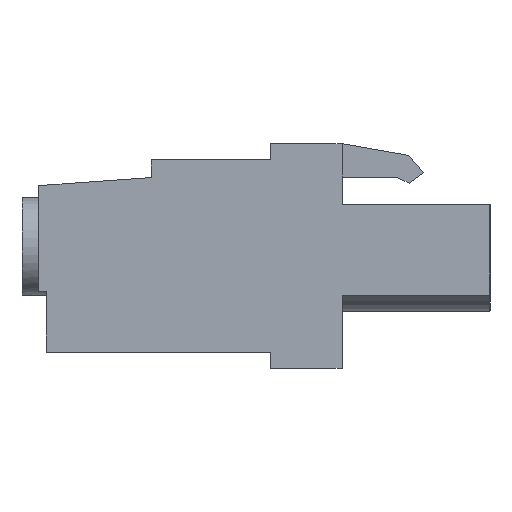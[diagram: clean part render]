
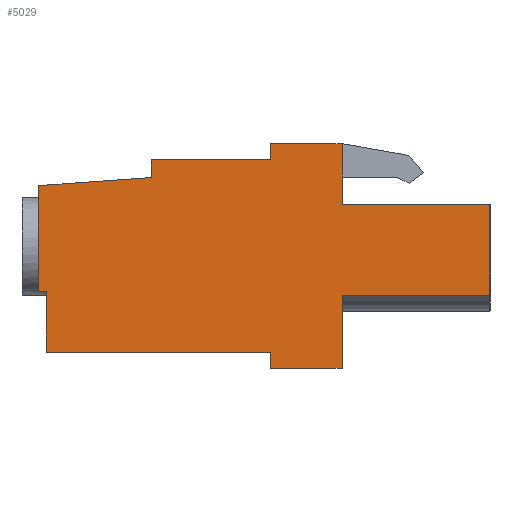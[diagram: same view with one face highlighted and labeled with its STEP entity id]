
A CAD part, left-side view. The second image highlights one B-rep face of the part: STEP entity #5029.
In plain terms, the highlighted planar face has unit normal (-1, 0, 0).
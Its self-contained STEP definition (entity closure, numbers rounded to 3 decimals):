
#12 = DIRECTION ( 'NONE',  ( 1., 0., 0. ) ) ;
#41 = DIRECTION ( 'NONE',  ( 0., 0., 1. ) ) ;
#59 = VERTEX_POINT ( 'NONE', #6433 ) ;
#63 = CARTESIAN_POINT ( 'NONE',  ( 0., 8.3, 3.4 ) ) ;
#94 = DIRECTION ( 'NONE',  ( 0., -1., 0. ) ) ;
#164 = DIRECTION ( 'NONE',  ( 0., -0.997, 0.071 ) ) ;
#177 = VECTOR ( 'NONE', #5500, 1000. ) ;
#253 = CARTESIAN_POINT ( 'NONE',  ( 0., 24.9, -4.88 ) ) ;
#496 = CARTESIAN_POINT ( 'NONE',  ( 0., 12.3, -9.2 ) ) ;
#581 = VECTOR ( 'NONE', #8057, 1000. ) ;
#633 = ORIENTED_EDGE ( 'NONE', *, *, #8680, .F. ) ;
#675 = CARTESIAN_POINT ( 'NONE',  ( 0., 8.3, -9.2 ) ) ;
#813 = EDGE_CURVE ( 'NONE', #59, #8922, #6441, .T. ) ;
#894 = CARTESIAN_POINT ( 'NONE',  ( 0., 24.9, -4.88 ) ) ;
#924 = VERTEX_POINT ( 'NONE', #5661 ) ;
#1179 = DIRECTION ( 'NONE',  ( 0., 0., 1. ) ) ;
#1180 = ORIENTED_EDGE ( 'NONE', *, *, #813, .F. ) ;
#1258 = CARTESIAN_POINT ( 'NONE',  ( 0., 25.3, -4.88 ) ) ;
#1459 = CARTESIAN_POINT ( 'NONE',  ( 0., 12.3, 3.4 ) ) ;
#1468 = LINE ( 'NONE', #5727, #4958 ) ;
#1590 = CARTESIAN_POINT ( 'NONE',  ( 0., 8.3, -9.2 ) ) ;
#1592 = EDGE_CURVE ( 'NONE', #924, #6120, #6474, .T. ) ;
#1612 = CARTESIAN_POINT ( 'NONE',  ( 0., 0., 0. ) ) ;
#1648 = EDGE_CURVE ( 'NONE', #4410, #6267, #4147, .T. ) ;
#1672 = EDGE_CURVE ( 'NONE', #2600, #3622, #7205, .T. ) ;
#1727 = EDGE_CURVE ( 'NONE', #3473, #2197, #1905, .T. ) ;
#1905 = LINE ( 'NONE', #1258, #3088 ) ;
#2000 = VECTOR ( 'NONE', #2369, 1000. ) ;
#2047 = CARTESIAN_POINT ( 'NONE',  ( 0., 25.3, -4.88 ) ) ;
#2061 = ORIENTED_EDGE ( 'NONE', *, *, #1592, .F. ) ;
#2079 = VECTOR ( 'NONE', #164, 1000. ) ;
#2123 = CARTESIAN_POINT ( 'NONE',  ( 0., 8.3, -5.1 ) ) ;
#2177 = CARTESIAN_POINT ( 'NONE',  ( 0., 12.3, -8.3 ) ) ;
#2197 = VERTEX_POINT ( 'NONE', #5763 ) ;
#2235 = LINE ( 'NONE', #3904, #581 ) ;
#2296 = ORIENTED_EDGE ( 'NONE', *, *, #7474, .F. ) ;
#2298 = DIRECTION ( 'NONE',  ( 0., -1., 0. ) ) ;
#2343 = CARTESIAN_POINT ( 'NONE',  ( 0., 12.3, -8.3 ) ) ;
#2344 = EDGE_CURVE ( 'NONE', #7397, #3082, #5796, .T. ) ;
#2366 = EDGE_CURVE ( 'NONE', #3622, #3473, #3708, .T. ) ;
#2369 = DIRECTION ( 'NONE',  ( 0., 1., 0. ) ) ;
#2406 = ORIENTED_EDGE ( 'NONE', *, *, #2344, .F. ) ;
#2600 = VERTEX_POINT ( 'NONE', #5622 ) ;
#2616 = EDGE_CURVE ( 'NONE', #6120, #2733, #3581, .T. ) ;
#2733 = VERTEX_POINT ( 'NONE', #6380 ) ;
#2777 = PLANE ( 'NONE',  #4313 ) ;
#2789 = LINE ( 'NONE', #7650, #7893 ) ;
#2924 = ORIENTED_EDGE ( 'NONE', *, *, #1672, .F. ) ;
#3082 = VERTEX_POINT ( 'NONE', #3426 ) ;
#3088 = VECTOR ( 'NONE', #8985, 1000. ) ;
#3141 = VERTEX_POINT ( 'NONE', #7657 ) ;
#3239 = ORIENTED_EDGE ( 'NONE', *, *, #4591, .F. ) ;
#3426 = CARTESIAN_POINT ( 'NONE',  ( 0., 19., 1.5 ) ) ;
#3473 = VERTEX_POINT ( 'NONE', #5189 ) ;
#3581 = LINE ( 'NONE', #675, #8693 ) ;
#3622 = VERTEX_POINT ( 'NONE', #253 ) ;
#3628 = DIRECTION ( 'NONE',  ( 0., -1., 0. ) ) ;
#3645 = LINE ( 'NONE', #2047, #177 ) ;
#3671 = ORIENTED_EDGE ( 'NONE', *, *, #2616, .F. ) ;
#3688 = CARTESIAN_POINT ( 'NONE',  ( 0., 19., 2.5 ) ) ;
#3708 = LINE ( 'NONE', #894, #7185 ) ;
#3888 = ORIENTED_EDGE ( 'NONE', *, *, #1727, .F. ) ;
#3904 = CARTESIAN_POINT ( 'NONE',  ( 0., 12.3, 2.5 ) ) ;
#4031 = CARTESIAN_POINT ( 'NONE',  ( 0., 8.3, 1.53 ) ) ;
#4039 = LINE ( 'NONE', #2343, #2000 ) ;
#4083 = ORIENTED_EDGE ( 'NONE', *, *, #8487, .F. ) ;
#4141 = VECTOR ( 'NONE', #1179, 1000. ) ;
#4147 = LINE ( 'NONE', #7725, #5581 ) ;
#4160 = CARTESIAN_POINT ( 'NONE',  ( 0., 0., 0. ) ) ;
#4313 = AXIS2_PLACEMENT_3D ( 'NONE', #4160, #12, #4872 ) ;
#4357 = DIRECTION ( 'NONE',  ( 0., 0., -1. ) ) ;
#4410 = VERTEX_POINT ( 'NONE', #5925 ) ;
#4543 = ORIENTED_EDGE ( 'NONE', *, *, #2366, .F. ) ;
#4591 = EDGE_CURVE ( 'NONE', #8922, #4410, #8777, .T. ) ;
#4647 = EDGE_LOOP ( 'NONE', ( #8210, #3888, #4543, #2924, #4083, #633, #3671, #2061, #2296, #7921, #8775, #3239, #1180, #4667, #7262, #5656, #2406 ) ) ;
#4667 = ORIENTED_EDGE ( 'NONE', *, *, #8064, .F. ) ;
#4668 = EDGE_CURVE ( 'NONE', #5477, #7375, #6733, .T. ) ;
#4669 = VECTOR ( 'NONE', #2298, 1000. ) ;
#4707 = LINE ( 'NONE', #1612, #6571 ) ;
#4872 = DIRECTION ( 'NONE',  ( 0., 0., -1. ) ) ;
#4958 = VECTOR ( 'NONE', #6416, 1000. ) ;
#5029 = ADVANCED_FACE ( 'NONE', ( #5121 ), #2777, .F. ) ;
#5121 = FACE_OUTER_BOUND ( 'NONE', #4647, .T. ) ;
#5189 = CARTESIAN_POINT ( 'NONE',  ( 0., 25.3, -4.88 ) ) ;
#5339 = CARTESIAN_POINT ( 'NONE',  ( 0., 0., 0. ) ) ;
#5365 = VECTOR ( 'NONE', #6483, 1000. ) ;
#5423 = DIRECTION ( 'NONE',  ( 0., 0., -1. ) ) ;
#5477 = VERTEX_POINT ( 'NONE', #3688 ) ;
#5500 = DIRECTION ( 'NONE',  ( 0., 0., 1. ) ) ;
#5581 = VECTOR ( 'NONE', #3628, 1000. ) ;
#5584 = CARTESIAN_POINT ( 'NONE',  ( 0., 12.3, 2.5 ) ) ;
#5622 = CARTESIAN_POINT ( 'NONE',  ( 0., 24.9, -8.3 ) ) ;
#5656 = ORIENTED_EDGE ( 'NONE', *, *, #6477, .F. ) ;
#5661 = CARTESIAN_POINT ( 'NONE',  ( 0., 8.3, -5.1 ) ) ;
#5727 = CARTESIAN_POINT ( 'NONE',  ( 0., 0., -5.1 ) ) ;
#5763 = CARTESIAN_POINT ( 'NONE',  ( 0., 25.3, -2.38 ) ) ;
#5796 = LINE ( 'NONE', #7828, #2079 ) ;
#5925 = CARTESIAN_POINT ( 'NONE',  ( 0., 8.3, 0. ) ) ;
#6023 = LINE ( 'NONE', #496, #4141 ) ;
#6032 = VECTOR ( 'NONE', #5423, 1000. ) ;
#6120 = VERTEX_POINT ( 'NONE', #1590 ) ;
#6267 = VERTEX_POINT ( 'NONE', #5339 ) ;
#6380 = CARTESIAN_POINT ( 'NONE',  ( 0., 12.3, -9.2 ) ) ;
#6416 = DIRECTION ( 'NONE',  ( 0., 1., 0. ) ) ;
#6433 = CARTESIAN_POINT ( 'NONE',  ( 0., 12.3, 3.4 ) ) ;
#6441 = LINE ( 'NONE', #1459, #8035 ) ;
#6474 = LINE ( 'NONE', #2123, #6032 ) ;
#6477 = EDGE_CURVE ( 'NONE', #3082, #5477, #2789, .T. ) ;
#6483 = DIRECTION ( 'NONE',  ( 0., 0., 1. ) ) ;
#6571 = VECTOR ( 'NONE', #4357, 1000. ) ;
#6733 = LINE ( 'NONE', #7133, #4669 ) ;
#6884 = DIRECTION ( 'NONE',  ( 0., 1., 0. ) ) ;
#6928 = VECTOR ( 'NONE', #8468, 1000. ) ;
#6956 = CARTESIAN_POINT ( 'NONE',  ( 0., 25.3, 1.05 ) ) ;
#7133 = CARTESIAN_POINT ( 'NONE',  ( 0., 19., 2.5 ) ) ;
#7185 = VECTOR ( 'NONE', #6884, 1000. ) ;
#7203 = EDGE_CURVE ( 'NONE', #2197, #7397, #3645, .T. ) ;
#7205 = LINE ( 'NONE', #7817, #5365 ) ;
#7262 = ORIENTED_EDGE ( 'NONE', *, *, #4668, .F. ) ;
#7375 = VERTEX_POINT ( 'NONE', #5584 ) ;
#7397 = VERTEX_POINT ( 'NONE', #6956 ) ;
#7474 = EDGE_CURVE ( 'NONE', #3141, #924, #1468, .T. ) ;
#7650 = CARTESIAN_POINT ( 'NONE',  ( 0., 19., 1.5 ) ) ;
#7657 = CARTESIAN_POINT ( 'NONE',  ( 0., 0., -5.1 ) ) ;
#7725 = CARTESIAN_POINT ( 'NONE',  ( 0., 8.3, 0. ) ) ;
#7817 = CARTESIAN_POINT ( 'NONE',  ( 0., 24.9, -8.3 ) ) ;
#7828 = CARTESIAN_POINT ( 'NONE',  ( 0., 25.3, 1.05 ) ) ;
#7893 = VECTOR ( 'NONE', #41, 1000. ) ;
#7921 = ORIENTED_EDGE ( 'NONE', *, *, #8415, .F. ) ;
#8035 = VECTOR ( 'NONE', #94, 1000. ) ;
#8057 = DIRECTION ( 'NONE',  ( 0., 0., 1. ) ) ;
#8064 = EDGE_CURVE ( 'NONE', #7375, #59, #2235, .T. ) ;
#8210 = ORIENTED_EDGE ( 'NONE', *, *, #7203, .F. ) ;
#8288 = DIRECTION ( 'NONE',  ( 0., 1., 0. ) ) ;
#8344 = VERTEX_POINT ( 'NONE', #2177 ) ;
#8415 = EDGE_CURVE ( 'NONE', #6267, #3141, #4707, .T. ) ;
#8468 = DIRECTION ( 'NONE',  ( 0., 0., -1. ) ) ;
#8487 = EDGE_CURVE ( 'NONE', #8344, #2600, #4039, .T. ) ;
#8680 = EDGE_CURVE ( 'NONE', #2733, #8344, #6023, .T. ) ;
#8693 = VECTOR ( 'NONE', #8288, 1000. ) ;
#8775 = ORIENTED_EDGE ( 'NONE', *, *, #1648, .F. ) ;
#8777 = LINE ( 'NONE', #4031, #6928 ) ;
#8922 = VERTEX_POINT ( 'NONE', #63 ) ;
#8985 = DIRECTION ( 'NONE',  ( 0., 0., 1. ) ) ;
